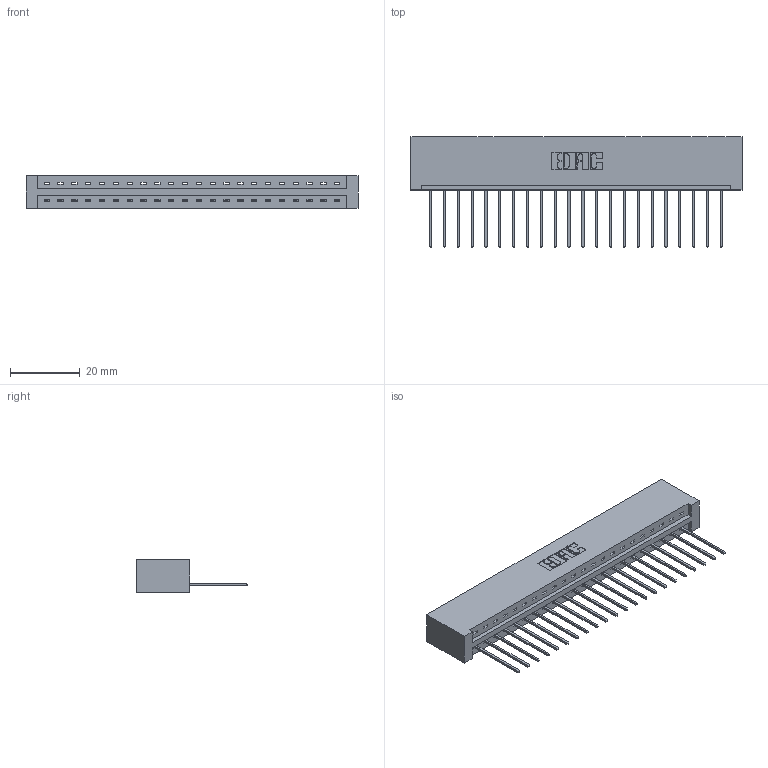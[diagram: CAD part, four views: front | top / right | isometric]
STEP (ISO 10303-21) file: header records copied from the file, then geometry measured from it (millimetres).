
FILE_DESCRIPTION (( 'STEP AP203' ), '1' );
FILE_NAME ('337-022-542-101.STEP', '2019-09-30T13:53:00', ( '' ), ( '' ), 'SwSTEP 2.0', 'SolidWorks 2016', '' );
FILE_SCHEMA (( 'CONFIG_CONTROL_DESIGN' ));
Length unit declared in the file: inch
Products named in the file (3): 345-292-001_345-293-142; 337-022-542-101; 337 Part_No Mounting Lugs
Assembly tree (23 placements, depth 2):
  337-022-542-101
    337 Part_No Mounting Lugs
    345-292-001_345-293-142  x22
Bounding box: 95.05 x 31.63 x 9.4 mm (x, y, z)
Volume: 10415.9 mm3; surface area: 10955.7 mm2
Topology: 23 solids, 23 shells, 1470 faces, 4423 edges, 2918 vertices
Faces by surface type: plane 1078, cylinder 392
Entity records: 18681 total; most frequent: CARTESIAN_POINT 3260, ORIENTED_EDGE 3218, DIRECTION 2777, EDGE_CURVE 1609, LINE 1489, VECTOR 1489, VERTEX_POINT 1070, AXIS2_PLACEMENT_3D 644
